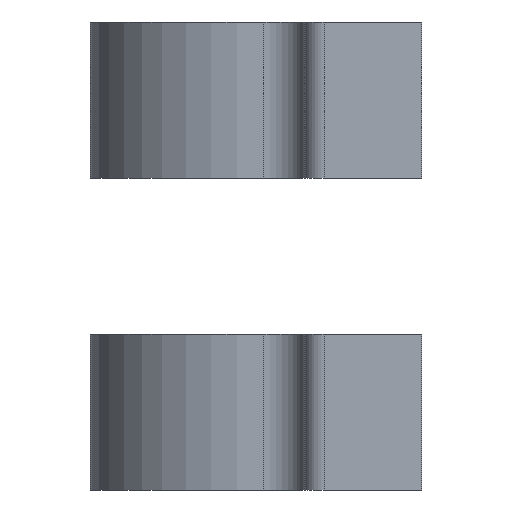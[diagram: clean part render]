
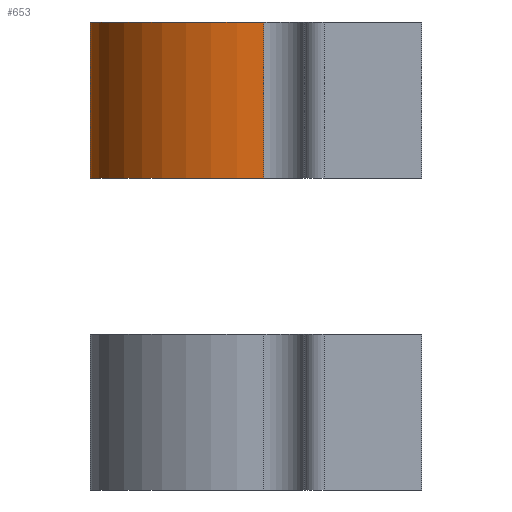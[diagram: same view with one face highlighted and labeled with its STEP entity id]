
A CAD part, left-side view. The second image highlights one B-rep face of the part: STEP entity #653.
In plain terms, the highlighted cylindrical face has radius 4.25 mm (diameter 8.5 mm), a partial arc.
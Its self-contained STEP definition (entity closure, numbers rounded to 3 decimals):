
#29=CIRCLE('',#713,4.25);
#30=CIRCLE('',#714,4.25);
#57=CYLINDRICAL_SURFACE('',#712,4.25);
#77=FACE_OUTER_BOUND('',#113,.T.);
#113=EDGE_LOOP('',(#465,#466,#467,#468));
#161=LINE('',#1017,#225);
#162=LINE('',#1023,#226);
#225=VECTOR('',#814,10.);
#226=VECTOR('',#821,10.);
#289=VERTEX_POINT('',#1013);
#290=VERTEX_POINT('',#1015);
#291=VERTEX_POINT('',#1019);
#292=VERTEX_POINT('',#1021);
#361=EDGE_CURVE('',#289,#290,#161,.T.);
#362=EDGE_CURVE('',#291,#289,#29,.T.);
#363=EDGE_CURVE('',#292,#290,#30,.T.);
#364=EDGE_CURVE('',#291,#292,#162,.T.);
#465=ORIENTED_EDGE('',*,*,#362,.T.);
#466=ORIENTED_EDGE('',*,*,#361,.T.);
#467=ORIENTED_EDGE('',*,*,#363,.F.);
#468=ORIENTED_EDGE('',*,*,#364,.F.);
#653=ADVANCED_FACE('',(#77),#57,.T.);
#712=AXIS2_PLACEMENT_3D('',#1018,#815,#816);
#713=AXIS2_PLACEMENT_3D('',#1020,#817,#818);
#714=AXIS2_PLACEMENT_3D('',#1022,#819,#820);
#814=DIRECTION('',(0.,0.,1.));
#815=DIRECTION('center_axis',(0.,0.,1.));
#816=DIRECTION('ref_axis',(0.,1.,0.));
#817=DIRECTION('center_axis',(0.,0.,1.));
#818=DIRECTION('ref_axis',(0.,1.,0.));
#819=DIRECTION('center_axis',(0.,0.,1.));
#820=DIRECTION('ref_axis',(0.,1.,0.));
#821=DIRECTION('',(0.,0.,1.));
#1013=CARTESIAN_POINT('',(43.755,-15.202,8.));
#1015=CARTESIAN_POINT('',(43.755,-15.202,12.));
#1017=CARTESIAN_POINT('',(43.755,-15.202,8.));
#1018=CARTESIAN_POINT('Origin',(48.,-15.,8.));
#1019=CARTESIAN_POINT('',(48.,-10.75,8.));
#1020=CARTESIAN_POINT('Origin',(48.,-15.,8.));
#1021=CARTESIAN_POINT('',(48.,-10.75,12.));
#1022=CARTESIAN_POINT('Origin',(48.,-15.,12.));
#1023=CARTESIAN_POINT('',(48.,-10.75,8.));
